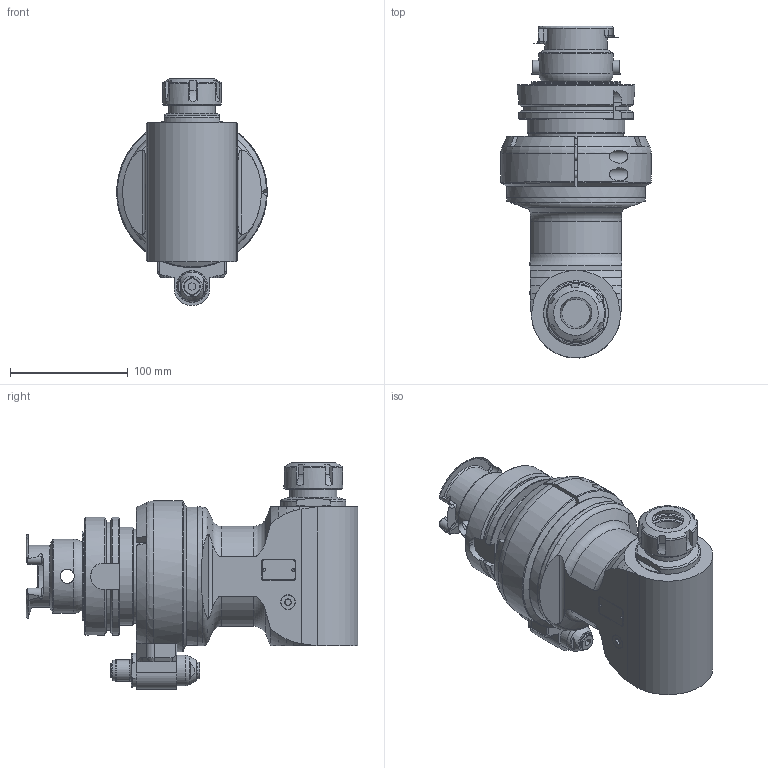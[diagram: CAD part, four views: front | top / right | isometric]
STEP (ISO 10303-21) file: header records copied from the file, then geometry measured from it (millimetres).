
FILE_DESCRIPTION(/* description */ (''),/* implementation_level */ '2;1');
FILE_NAME(/* name */ '9.F90.20000-2H100.stp',/* time_stamp */ '2024-03-19T14:32:26-04:00',/* author */ ('jkrenzer'),/* organization */ (''),/* preprocessor_version */ 'ST-DEVELOPER v18.1',/* originating_system */ 'Autodesk Inventor 2022',/* authorisation */ '');
FILE_SCHEMA (('AUTOMOTIVE_DESIGN { 1 0 10303 214 3 1 1 }'));
Length unit declared in the file: millimetre
Products named in the file (3): 9.F90.20000-2H100; 9GA21C_518   (Type 2, HSK100 , 80mm); 9_F90_20000
Assembly tree (2 placements, depth 2):
  9.F90.20000-2H100
    9GA21C_518   (Type 2, HSK100 , 80mm)
    9_F90_20000
Bounding box: 128 x 281.86 x 192.5 mm (x, y, z)
Volume: 2023534.7 mm3; surface area: 219253.5 mm2
Topology: 4 solids, 5 shells, 639 faces, 1635 edges, 1059 vertices
Faces by surface type: plane 288, cylinder 170, cone 124, torus 51, sphere 4, bspline 2
Full cylindrical faces by diameter (mm): 2.5 x3, 2.6 x2, 3 x2, 3.3 x2, 4.2 x2, 5 x3, 6 x3, 6.5 x3, 7 x2, 8 x1, 8.821 x1, 9 x1, 9.2 x1, 10 x5, 10.4 x2, 11 x2, 12 x6, 12.5 x3, 12.8 x1, 13 x1, 14 x1, 18 x2, 21.8 x1, 22.6 x1, 24 x1, 24.5 x1, 26 x1, 27 x3, 29 x1, 29.5 x1
Entity records: 24593 total; most frequent: CARTESIAN_POINT 9151, ORIENTED_EDGE 3254, DIRECTION 3212, EDGE_CURVE 1627, AXIS2_PLACEMENT_3D 1269, VERTEX_POINT 1059, EDGE_LOOP 718, LINE 674
